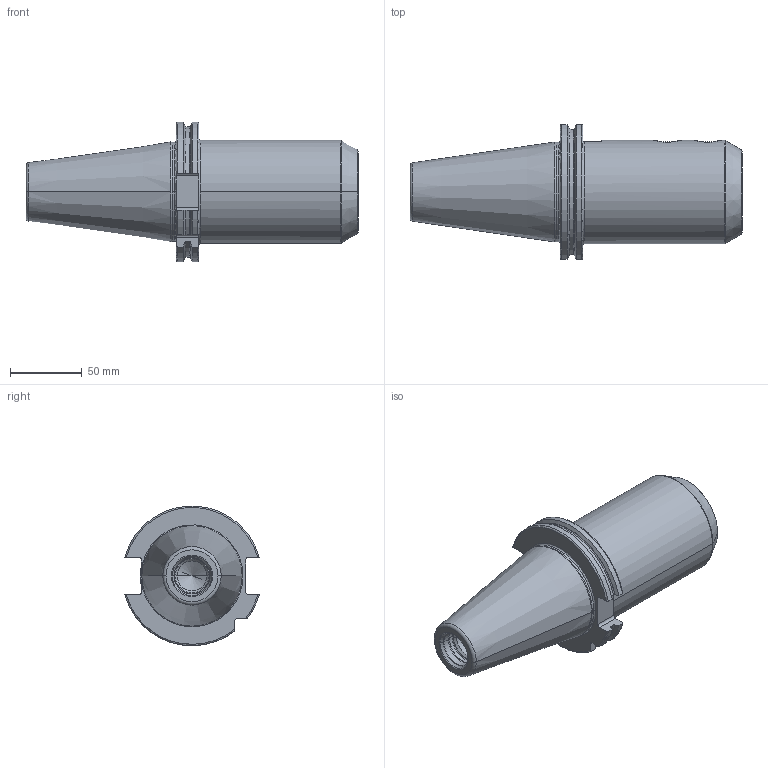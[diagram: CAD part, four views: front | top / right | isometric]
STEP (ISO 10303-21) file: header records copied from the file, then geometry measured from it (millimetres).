
FILE_DESCRIPTION((''),'2;1');
FILE_NAME('50-304-32','2011-08-31T',('mei'),(''),'PRO/ENGINEER BY PARAMETRIC TECHNOLOGY CORPORATION, 2010430','PRO/ENGINEER BY PARAMETRIC TECHNOLOGY CORPORATION, 2010430','');
FILE_SCHEMA(('CONFIG_CONTROL_DESIGN'));
Length unit declared in the file: millimetre
Products named in the file (1): 50-304-32
Bounding box: 231.6 x 94 x 97.29 mm (x, y, z)
Volume: 720110.4 mm3; surface area: 76775.2 mm2
Topology: 1 solids, 4 shells, 107 faces, 280 edges, 173 vertices
Faces by surface type: cylinder 36, torus 29, plane 22, cone 20
Entity records: 3896 total; most frequent: CARTESIAN_POINT 1244, DIRECTION 559, ORIENTED_EDGE 544, EDGE_CURVE 278, AXIS2_PLACEMENT_3D 229, VERTEX_POINT 173, CIRCLE 121, EDGE_LOOP 111
